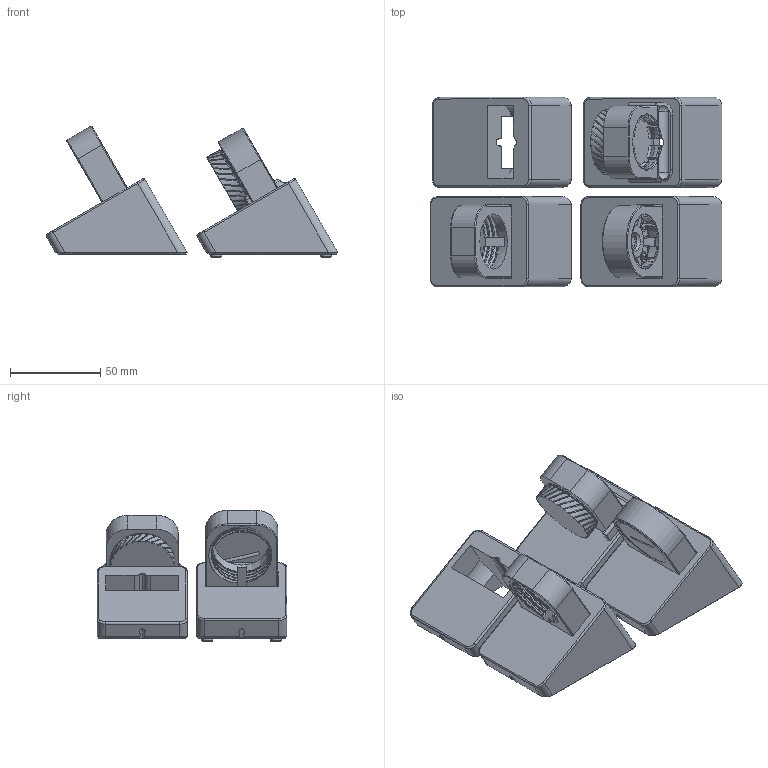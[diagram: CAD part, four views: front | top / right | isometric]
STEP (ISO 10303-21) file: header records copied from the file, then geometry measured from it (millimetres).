
FILE_DESCRIPTION(/* description */ (''),/* implementation_level */ '2;1');
FILE_NAME(/* name */ 'modular-apple-watch-dock.step',/* time_stamp */ '2021-04-19T00:39:01-04:00',/* author */ (''),/* organization */ (''),/* preprocessor_version */ 'ST-DEVELOPER v18.1',/* originating_system */ 'Autodesk Translation Framework v10.6.0.1341',/* authorisation */ '');
FILE_SCHEMA (('AUTOMOTIVE_DESIGN { 1 0 10303 214 3 1 1 }'));
Products named in the file (6): apple-watch-dock; v1; v2; all; feet; jointed-claw
Assembly tree (5 placements, depth 3):
  apple-watch-dock
    v1
    v2
    all
      feet
      jointed-claw
Bounding box: 161.54 x 105 x 72.87 mm (x, y, z)
Volume: 314089 mm3; surface area: 114521.8 mm2
Topology: 27 solids, 27 shells, 1134 faces, 3024 edges, 1954 vertices
Faces by surface type: plane 465, cylinder 399, bspline 127, torus 76, cone 59, sphere 8
Full cylindrical faces by diameter (mm): 1.2 x19, 1.5 x8, 2 x8, 3 x4, 4 x4, 6 x4, 6.3 x8, 18 x1, 33.132 x3, 35 x1
Entity records: 50204 total; most frequent: CARTESIAN_POINT 22054, ORIENTED_EDGE 6048, DIRECTION 5618, EDGE_CURVE 3024, AXIS2_PLACEMENT_3D 2077, VERTEX_POINT 1954, LINE 1464, VECTOR 1464
